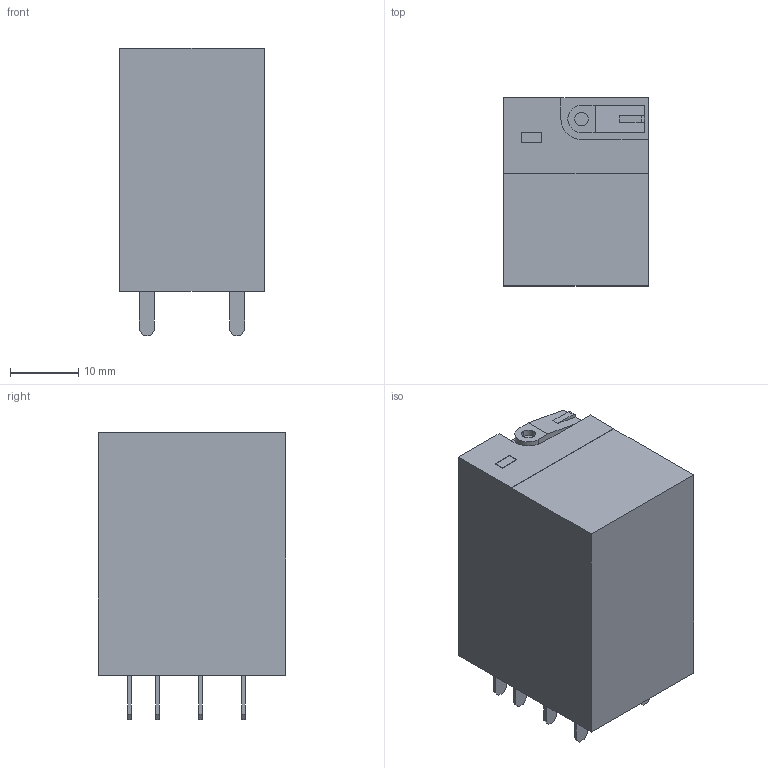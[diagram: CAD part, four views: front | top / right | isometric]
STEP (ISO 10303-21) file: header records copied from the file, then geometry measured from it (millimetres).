
FILE_DESCRIPTION(('CATIA V5 STEP Exchange','CAx-IF Rec.Pracs.--- Model Styling and Organization---1.5--- 2016-08-15','CAx-IF Rec.Pracs.---Supplemental Geometry---1.0---2011-11-01','CAx-IF Rec.Pracs.--- Composite Materials ---1.1---2010-07-15'),'2;1');
FILE_NAME ('D1615622_1', '2024-06-18T06:33:47+00:00', ('none'), ('Weidmueller'), 'CATIA Version 5-6 Release 2022 SP4 HF5', 'CATIA V5 STEP AP214 v3', 'none');
FILE_SCHEMA(('AUTOMOTIVE_DESIGN { 1 0 10303 214 1 1 1 1 }'));
Length unit declared in the file: millimetre
Products named in the file (1): S3D_CRM2_XXX_T_TU
Bounding box: 21.2 x 27.5 x 42.1 mm (x, y, z)
Volume: 20653.5 mm3; surface area: 5023.1 mm2
Topology: 1 solids, 1 shells, 90 faces, 228 edges, 152 vertices
Faces by surface type: plane 83, cylinder 7
Entity records: 2578 total; most frequent: ORIENTED_EDGE 456, CARTESIAN_POINT 427, DIRECTION 320, EDGE_CURVE 228, VECTOR 214, LINE 214, VERTEX_POINT 152, EDGE_LOOP 102
